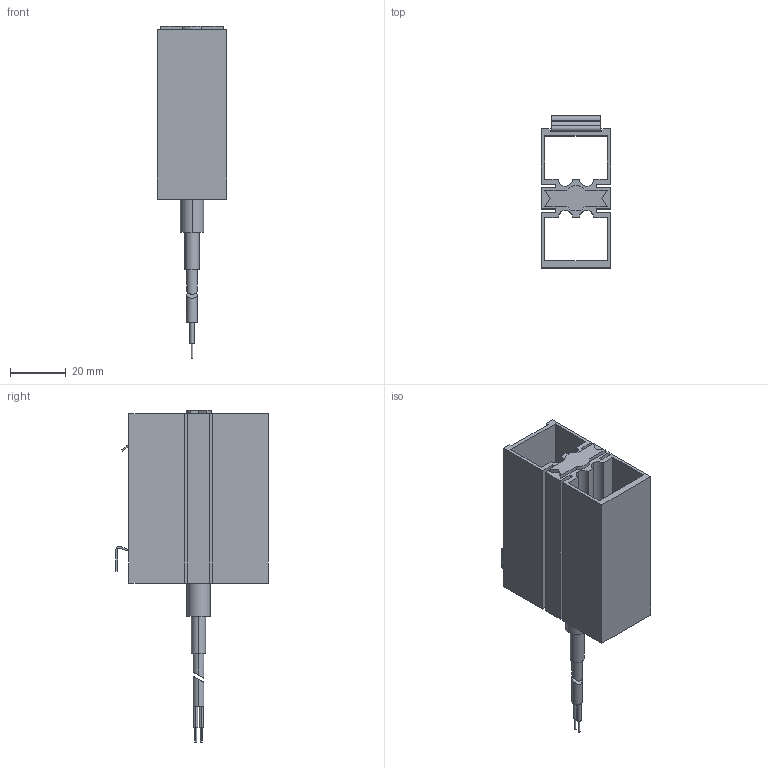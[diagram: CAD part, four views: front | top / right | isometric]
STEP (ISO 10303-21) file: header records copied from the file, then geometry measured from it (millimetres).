
FILE_DESCRIPTION(('starvars output'),'2;1');
FILE_NAME('TIN40030.stp','05:19:09 2009/01/16',( 'Thomas Industrial Network Germany GmbH'),( 'Thomas Industrial Network Germany GmbH'),'unknown preprocess','ACIS' ,'unknown authorization');
FILE_SCHEMA(('AUTOMOTIVE_DESIGN_CC2 {UNKNOWN IMPLEMENTATION LEVEL}'));
Length unit declared in the file: millimetre
Products named in the file (1): PRODUCT_ID_1
Bounding box: 24.89 x 54.74 x 119.38 mm (x, y, z)
Volume: 29535.7 mm3; surface area: 24363.1 mm2
Topology: 2 solids, 2 shells, 102 faces, 266 edges, 178 vertices
Faces by surface type: plane 68, cylinder 34
Entity records: 3701 total; most frequent: ORIENTED_EDGE 532, CARTESIAN_POINT 476, DIRECTION 418, EDGE_CURVE 266, VERTEX_POINT 178, VECTOR 178, LINE 178, AXIS2_PLACEMENT_3D 120
